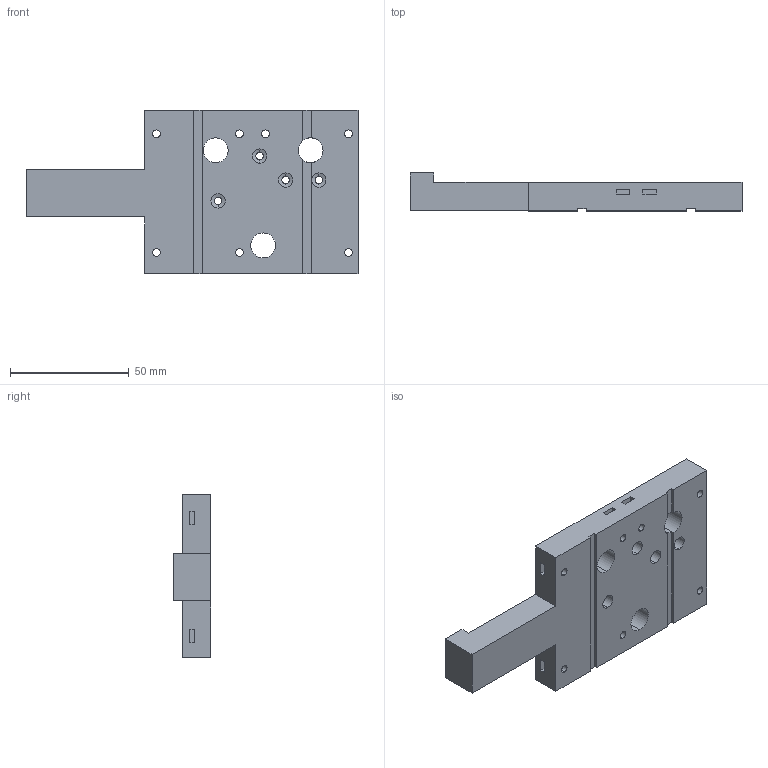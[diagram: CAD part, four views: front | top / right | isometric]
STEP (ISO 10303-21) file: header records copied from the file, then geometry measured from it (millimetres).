
FILE_DESCRIPTION (( 'STEP AP214' ), '1' );
FILE_NAME ('RP_Ender Bio mount_sans_chamfer.STEP', '2024-12-03T15:11:15', ( '' ), ( '' ), 'SwSTEP 2.0', 'SolidWorks 2024', '' );
FILE_SCHEMA (( 'AUTOMOTIVE_DESIGN' ));
Length unit declared in the file: millimetre
Products named in the file (1): RP_Ender Bio mount_sans_chamfer
Bounding box: 140 x 16 x 69 mm (x, y, z)
Volume: 81430.2 mm3; surface area: 22721.6 mm2
Topology: 1 solids, 1 shells, 122 faces, 320 edges, 208 vertices
Faces by surface type: plane 60, cylinder 54, cone 8
Entity records: 3875 total; most frequent: DIRECTION 678, CARTESIAN_POINT 651, ORIENTED_EDGE 640, EDGE_CURVE 320, AXIS2_PLACEMENT_3D 235, VERTEX_POINT 208, LINE 208, VECTOR 208
